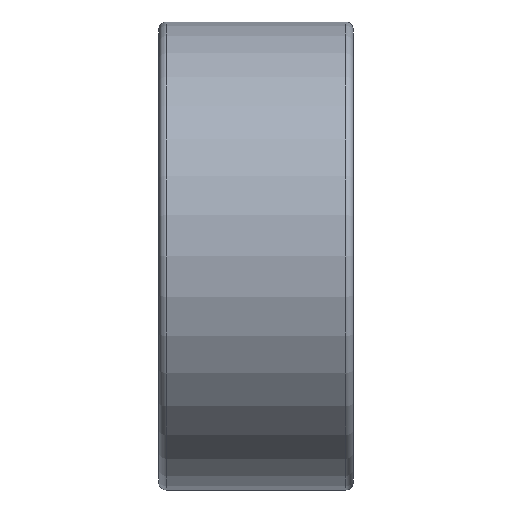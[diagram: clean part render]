
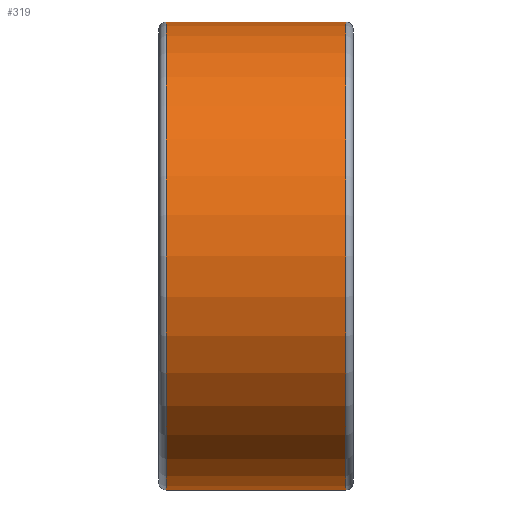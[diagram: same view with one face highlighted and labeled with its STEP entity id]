
A CAD part, front view. The second image highlights one B-rep face of the part: STEP entity #319.
In plain terms, the highlighted cylindrical face has radius 65 mm (diameter 130 mm), a full revolution.
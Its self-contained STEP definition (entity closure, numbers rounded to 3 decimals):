
#105=CYLINDRICAL_SURFACE('',#398,65.);
#152=ORIENTED_EDGE('',*,*,#165,.T.);
#153=ORIENTED_EDGE('',*,*,#173,.F.);
#165=EDGE_CURVE('',#185,#185,#206,.T.);
#173=EDGE_CURVE('',#193,#193,#214,.T.);
#185=VERTEX_POINT('',#573);
#193=VERTEX_POINT('',#597);
#206=CIRCLE('',#381,65.);
#214=CIRCLE('',#397,65.);
#253=EDGE_LOOP('',(#152));
#254=EDGE_LOOP('',(#153));
#293=FACE_BOUND('',#253,.T.);
#294=FACE_BOUND('',#254,.T.);
#319=ADVANCED_FACE('',(#293,#294),#105,.T.);
#381=AXIS2_PLACEMENT_3D('',#572,#465,#466);
#397=AXIS2_PLACEMENT_3D('',#596,#497,#498);
#398=AXIS2_PLACEMENT_3D('',#598,#499,#500);
#465=DIRECTION('',(1.,0.,0.));
#466=DIRECTION('',(0.,0.,-1.));
#497=DIRECTION('',(1.,0.,0.));
#498=DIRECTION('',(0.,0.,-1.));
#499=DIRECTION('',(1.,0.,0.));
#500=DIRECTION('',(0.,0.,-1.));
#572=CARTESIAN_POINT('',(2.1,0.,0.));
#573=CARTESIAN_POINT('',(2.1,0.,-65.));
#596=CARTESIAN_POINT('',(51.9,0.,0.));
#597=CARTESIAN_POINT('',(51.9,0.,-65.));
#598=CARTESIAN_POINT('',(54.,0.,0.));
